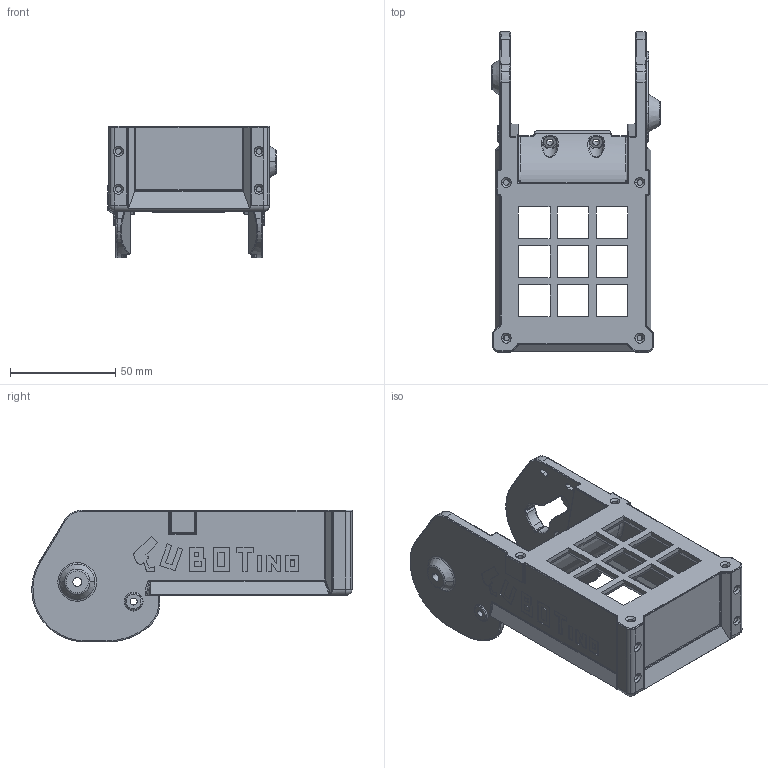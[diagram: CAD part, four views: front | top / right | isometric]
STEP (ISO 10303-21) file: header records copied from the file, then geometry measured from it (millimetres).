
FILE_DESCRIPTION(('STEP AP214'),'1');
FILE_NAME('Top_cover.stp','2022-08-06T14:26:29',(' '),(' '),'Spatial InterOp 3D',' ',' ');
FILE_SCHEMA(('AUTOMOTIVE_DESIGN { 1 0 10303 214 1 1 1 1 }'));
Length unit declared in the file: metre
Products named in the file (1): Top_cover
Bounding box: 80.22 x 152.07 x 62.59 mm (x, y, z)
Volume: 106997.9 mm3; surface area: 49566.5 mm2
Topology: 1 solids, 1 shells, 970 faces, 2550 edges, 1573 vertices
Faces by surface type: cylinder 421, plane 357, torus 98, bspline 54, sphere 20, cone 20
Entity records: 46935 total; most frequent: CARTESIAN_POINT 23038, DIRECTION 5039, ORIENTED_EDGE 5022, EDGE_CURVE 2511, AXIS2_PLACEMENT_3D 1851, VERTEX_POINT 1573, LINE 1337, VECTOR 1337
